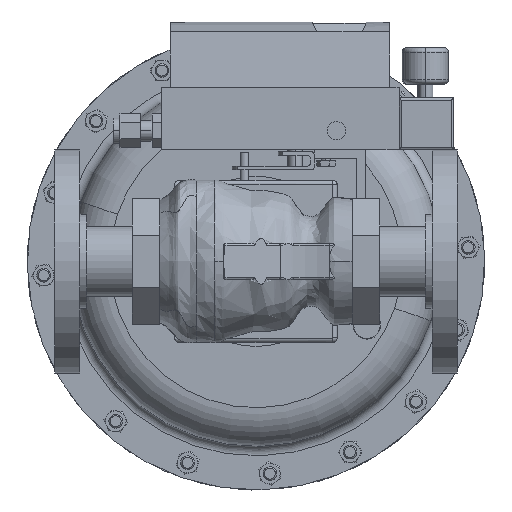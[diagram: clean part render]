
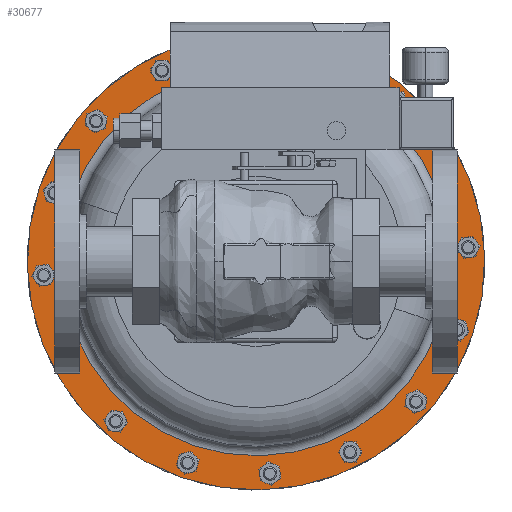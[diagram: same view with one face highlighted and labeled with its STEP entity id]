
A CAD part, front view. The second image highlights one B-rep face of the part: STEP entity #30677.
In plain terms, the highlighted planar face has unit normal (0, -1, 0).
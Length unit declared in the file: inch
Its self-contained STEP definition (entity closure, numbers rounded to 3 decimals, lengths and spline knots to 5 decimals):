
#502 = EDGE_LOOP ( 'NONE', ( #9187, #31880 ) ) ;
#1747 = CARTESIAN_POINT ( 'NONE',  ( 5.91831, 10.483, -2.009 ) ) ;
#2773 = CARTESIAN_POINT ( 'NONE',  ( 0., 10.483, 0. ) ) ;
#2899 = CARTESIAN_POINT ( 'NONE',  ( -5.91831, 10.483, 2.009 ) ) ;
#3524 = CARTESIAN_POINT ( 'NONE',  ( 0., 10.483, 0. ) ) ;
#5100 = AXIS2_PLACEMENT_3D ( 'NONE', #29429, #5549, #33429 ) ;
#5549 = DIRECTION ( 'NONE',  ( 0., 1., 0. ) ) ;
#6827 = DIRECTION ( 'NONE',  ( 0.947, 0., -0.321 ) ) ;
#7572 = DIRECTION ( 'NONE',  ( 0.947, 0., -0.321 ) ) ;
#8940 = DIRECTION ( 'NONE',  ( 0., 1., 0. ) ) ;
#8996 = FACE_OUTER_BOUND ( 'NONE', #502, .T. ) ;
#9187 = ORIENTED_EDGE ( 'NONE', *, *, #51143, .F. ) ;
#10139 = EDGE_CURVE ( 'NONE', #21881, #23972, #13596, .T. ) ;
#13531 = CARTESIAN_POINT ( 'NONE',  ( -2.009, 10.483, -5.91831 ) ) ;
#13596 = CIRCLE ( 'NONE', #45276, 6.25 ) ;
#15842 = AXIS2_PLACEMENT_3D ( 'NONE', #13531, #17506, #45476 ) ;
#17506 = DIRECTION ( 'NONE',  ( 0., -1., 0. ) ) ;
#17740 = VERTEX_POINT ( 'NONE', #32527 ) ;
#18970 = EDGE_CURVE ( 'NONE', #17740, #50051, #32439, .T. ) ;
#20612 = AXIS2_PLACEMENT_3D ( 'NONE', #2773, #30686, #6827 ) ;
#21881 = VERTEX_POINT ( 'NONE', #2899 ) ;
#23972 = VERTEX_POINT ( 'NONE', #1747 ) ;
#26623 = EDGE_LOOP ( 'NONE', ( #30632, #40260 ) ) ;
#27148 = AXIS2_PLACEMENT_3D ( 'NONE', #3524, #31413, #7572 ) ;
#29429 = CARTESIAN_POINT ( 'NONE',  ( 0., 10.483, 0. ) ) ;
#30632 = ORIENTED_EDGE ( 'NONE', *, *, #18970, .T. ) ;
#30660 = CIRCLE ( 'NONE', #5100, 5.315 ) ;
#30677 = ADVANCED_FACE ( 'NONE', ( #38343, #8996 ), #37451, .T. ) ;
#30686 = DIRECTION ( 'NONE',  ( 0., 1., 0. ) ) ;
#31413 = DIRECTION ( 'NONE',  ( 0., 1., 0. ) ) ;
#31880 = ORIENTED_EDGE ( 'NONE', *, *, #10139, .F. ) ;
#32439 = CIRCLE ( 'NONE', #27148, 5.315 ) ;
#32527 = CARTESIAN_POINT ( 'NONE',  ( 5.03293, 10.483, -1.70845 ) ) ;
#33429 = DIRECTION ( 'NONE',  ( 0.947, 0., -0.321 ) ) ;
#36877 = DIRECTION ( 'NONE',  ( 0.947, 0., -0.321 ) ) ;
#37451 = PLANE ( 'NONE',  #15842 ) ;
#38185 = CARTESIAN_POINT ( 'NONE',  ( -5.03293, 10.483, 1.70845 ) ) ;
#38343 = FACE_BOUND ( 'NONE', #26623, .T. ) ;
#40260 = ORIENTED_EDGE ( 'NONE', *, *, #47131, .T. ) ;
#42883 = CARTESIAN_POINT ( 'NONE',  ( 0., 10.483, 0. ) ) ;
#43633 = CIRCLE ( 'NONE', #20612, 6.25 ) ;
#45276 = AXIS2_PLACEMENT_3D ( 'NONE', #42883, #8940, #36877 ) ;
#45476 = DIRECTION ( 'NONE',  ( -0.947, 0., 0.321 ) ) ;
#47131 = EDGE_CURVE ( 'NONE', #50051, #17740, #30660, .T. ) ;
#50051 = VERTEX_POINT ( 'NONE', #38185 ) ;
#51143 = EDGE_CURVE ( 'NONE', #23972, #21881, #43633, .T. ) ;
